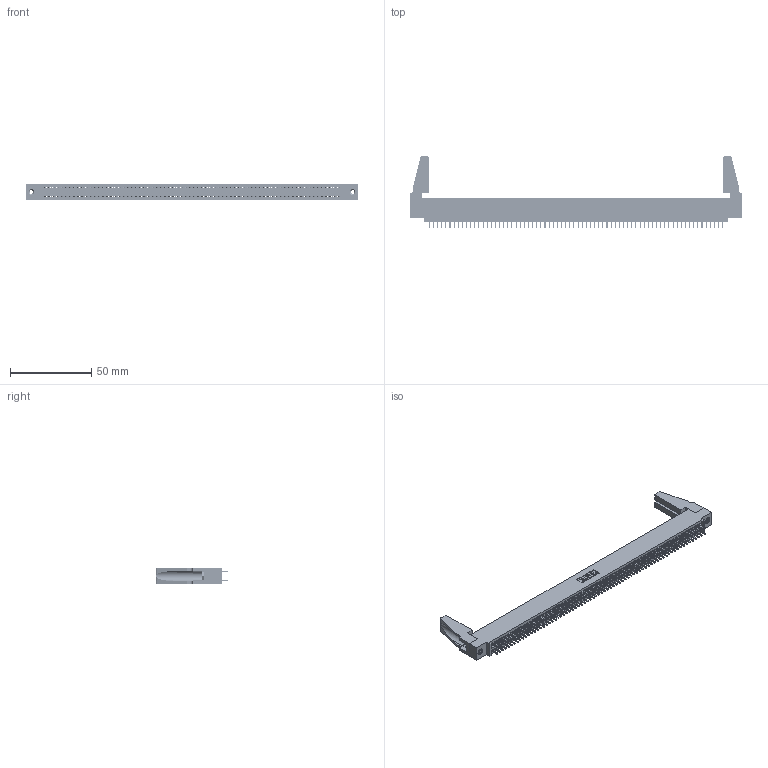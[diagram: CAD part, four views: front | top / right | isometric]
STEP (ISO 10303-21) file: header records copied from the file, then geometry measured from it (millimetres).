
FILE_DESCRIPTION (( 'STEP AP203' ), '1' );
FILE_NAME ('395-144-521-588.STEP', '2019-10-30T14:05:36', ( '' ), ( '' ), 'SwSTEP 2.0', 'SolidWorks 2016', '' );
FILE_SCHEMA (( 'CONFIG_CONTROL_DESIGN' ));
Length unit declared in the file: inch
Products named in the file (5): 345 Part_0.110 Offset - 0.156 Dia-TH; 345-292-001_345-293-121; 345-250-001_345-250-001-102; 345-220-078_345-220-088; 395-144-521-588
Assembly tree (149 placements, depth 2):
  395-144-521-588
    345 Part_0.110 Offset - 0.156 Dia-TH
    345-292-001_345-293-121  x144
    345-250-001_345-250-001-102  x2
    345-220-078_345-220-088  x2
Bounding box: 204.11 x 44.37 x 9.4 mm (x, y, z)
Volume: 23226.7 mm3; surface area: 32938.7 mm2
Topology: 149 solids, 149 shells, 7454 faces, 22123 edges, 14546 vertices
Faces by surface type: plane 4908, cylinder 2530, cone 12, torus 4
Entity records: 54752 total; most frequent: CARTESIAN_POINT 9146, ORIENTED_EDGE 9040, DIRECTION 8032, EDGE_CURVE 4520, LINE 4058, VECTOR 4058, VERTEX_POINT 3006, AXIS2_PLACEMENT_3D 1987
